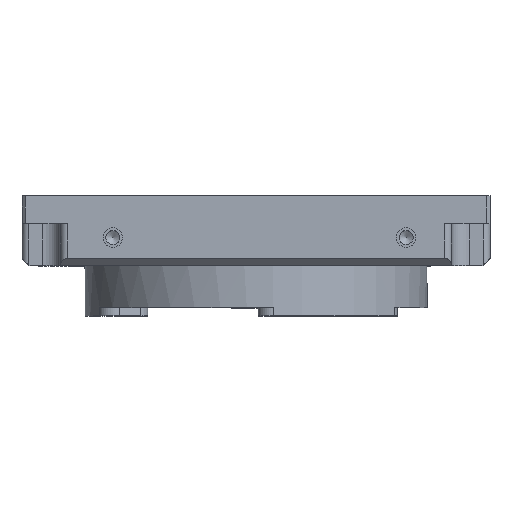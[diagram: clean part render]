
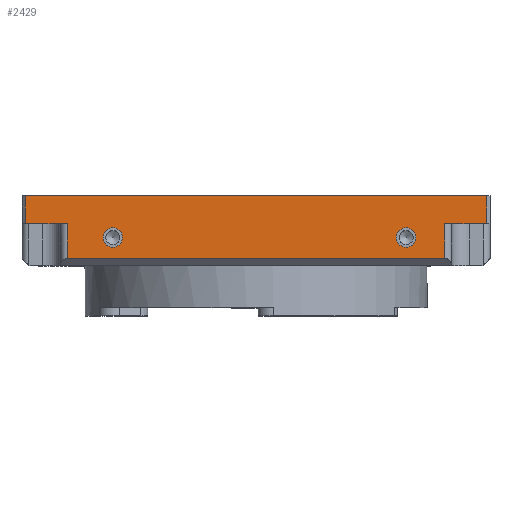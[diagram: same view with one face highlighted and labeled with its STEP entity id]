
A CAD part, top view. The second image highlights one B-rep face of the part: STEP entity #2429.
In plain terms, the highlighted planar face has unit normal (0, 0, 1).
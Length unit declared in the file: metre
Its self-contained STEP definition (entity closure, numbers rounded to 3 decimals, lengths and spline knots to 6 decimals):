
#192=LINE('',#4020,#346);
#193=LINE('',#4023,#347);
#194=LINE('',#4025,#348);
#195=LINE('',#4027,#349);
#196=LINE('',#4029,#350);
#197=LINE('',#4031,#351);
#198=LINE('',#4033,#352);
#199=LINE('',#4035,#353);
#346=VECTOR('',#3063,1.);
#347=VECTOR('',#3064,1.);
#348=VECTOR('',#3065,1.);
#349=VECTOR('',#3066,1.);
#350=VECTOR('',#3067,1.);
#351=VECTOR('',#3068,1.);
#352=VECTOR('',#3069,1.);
#353=VECTOR('',#3070,1.);
#556=ORIENTED_EDGE('',*,*,#1229,.T.);
#557=ORIENTED_EDGE('',*,*,#1230,.T.);
#558=ORIENTED_EDGE('',*,*,#1231,.T.);
#559=ORIENTED_EDGE('',*,*,#1232,.T.);
#560=ORIENTED_EDGE('',*,*,#1233,.F.);
#561=ORIENTED_EDGE('',*,*,#1234,.T.);
#562=ORIENTED_EDGE('',*,*,#1235,.T.);
#563=ORIENTED_EDGE('',*,*,#1236,.T.);
#564=ORIENTED_EDGE('',*,*,#1237,.T.);
#565=ORIENTED_EDGE('',*,*,#1238,.T.);
#1229=EDGE_CURVE('',#1565,#1565,#1768,.T.);
#1230=EDGE_CURVE('',#1566,#1566,#1769,.T.);
#1231=EDGE_CURVE('',#1567,#1568,#192,.T.);
#1232=EDGE_CURVE('',#1568,#1569,#193,.T.);
#1233=EDGE_CURVE('',#1570,#1569,#194,.T.);
#1234=EDGE_CURVE('',#1570,#1571,#195,.T.);
#1235=EDGE_CURVE('',#1571,#1572,#196,.T.);
#1236=EDGE_CURVE('',#1572,#1573,#197,.F.);
#1237=EDGE_CURVE('',#1573,#1574,#198,.T.);
#1238=EDGE_CURVE('',#1574,#1567,#199,.T.);
#1565=VERTEX_POINT('',#4017);
#1566=VERTEX_POINT('',#4019);
#1567=VERTEX_POINT('',#4021);
#1568=VERTEX_POINT('',#4022);
#1569=VERTEX_POINT('',#4024);
#1570=VERTEX_POINT('',#4026);
#1571=VERTEX_POINT('',#4028);
#1572=VERTEX_POINT('',#4030);
#1573=VERTEX_POINT('',#4032);
#1574=VERTEX_POINT('',#4034);
#1768=CIRCLE('',#2643,0.0014);
#1769=CIRCLE('',#2644,0.0014);
#1901=EDGE_LOOP('',(#556));
#1902=EDGE_LOOP('',(#557));
#1903=EDGE_LOOP('',(#558,#559,#560,#561,#562,#563,#564,#565));
#2135=FACE_BOUND('',#1901,.T.);
#2136=FACE_BOUND('',#1902,.T.);
#2137=FACE_BOUND('',#1903,.T.);
#2368=PLANE('',#2642);
#2429=ADVANCED_FACE('',(#2135,#2136,#2137),#2368,.T.);
#2642=AXIS2_PLACEMENT_3D('',#4015,#3057,#3058);
#2643=AXIS2_PLACEMENT_3D('',#4016,#3059,#3060);
#2644=AXIS2_PLACEMENT_3D('',#4018,#3061,#3062);
#3057=DIRECTION('',(0.,0.,1.));
#3058=DIRECTION('',(0.,-1.,0.));
#3059=DIRECTION('',(0.,0.,-1.));
#3060=DIRECTION('',(0.,1.,0.));
#3061=DIRECTION('',(0.,0.,-1.));
#3062=DIRECTION('',(0.,1.,0.));
#3063=DIRECTION('',(1.,0.,0.));
#3064=DIRECTION('',(0.,1.,0.));
#3065=DIRECTION('',(1.,0.,0.));
#3066=DIRECTION('',(0.,-1.,0.));
#3067=DIRECTION('',(1.,0.,0.));
#3068=DIRECTION('',(0.,1.,0.));
#3069=DIRECTION('',(1.,0.,0.));
#3070=DIRECTION('',(0.,1.,0.));
#4015=CARTESIAN_POINT('',(0.0245,-0.089002,0.0155));
#4016=CARTESIAN_POINT('',(0.046,-0.091,0.0155));
#4017=CARTESIAN_POINT('',(0.046,-0.0896,0.0155));
#4018=CARTESIAN_POINT('',(0.004,-0.091,0.0155));
#4019=CARTESIAN_POINT('',(0.004,-0.0896,0.0155));
#4020=CARTESIAN_POINT('',(0.0245,-0.089,0.0155));
#4021=CARTESIAN_POINT('',(0.0515,-0.089,0.0155));
#4022=CARTESIAN_POINT('',(0.0575,-0.089,0.0155));
#4023=CARTESIAN_POINT('',(0.0575,-0.089002,0.0155));
#4024=CARTESIAN_POINT('',(0.0575,-0.085,0.0155));
#4025=CARTESIAN_POINT('',(0.0245,-0.085,0.0155));
#4026=CARTESIAN_POINT('',(-0.0085,-0.085,0.0155));
#4027=CARTESIAN_POINT('',(-0.0085,-0.089,0.0155));
#4028=CARTESIAN_POINT('',(-0.0085,-0.089,0.0155));
#4029=CARTESIAN_POINT('',(0.0245,-0.089,0.0155));
#4030=CARTESIAN_POINT('',(-0.0025,-0.089,0.0155));
#4031=CARTESIAN_POINT('',(-0.0025,-0.094,0.0155));
#4032=CARTESIAN_POINT('',(-0.0025,-0.094,0.0155));
#4033=CARTESIAN_POINT('',(0.0245,-0.094,0.0155));
#4034=CARTESIAN_POINT('',(0.0515,-0.094,0.0155));
#4035=CARTESIAN_POINT('',(0.0515,-0.089002,0.0155));
